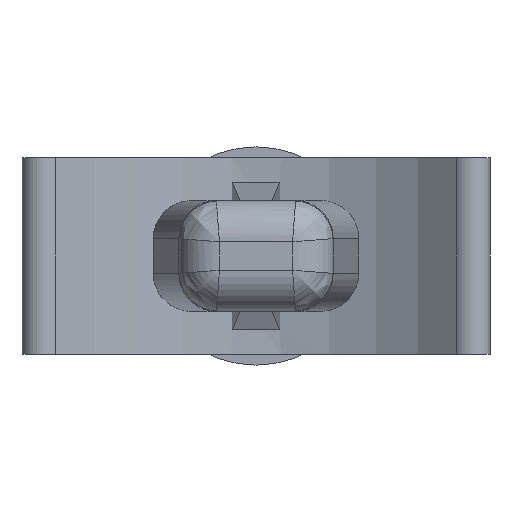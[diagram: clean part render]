
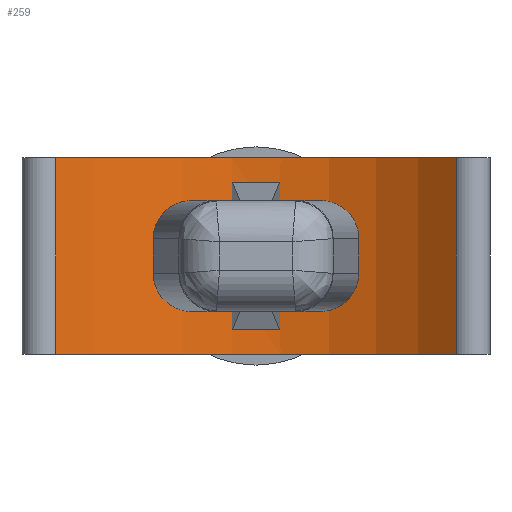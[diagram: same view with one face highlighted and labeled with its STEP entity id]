
A CAD part, front view. The second image highlights one B-rep face of the part: STEP entity #259.
In plain terms, the highlighted cylindrical face has radius 8.972 mm (diameter 17.943 mm), a partial arc.
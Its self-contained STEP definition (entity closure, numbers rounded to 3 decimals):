
#259 = ADVANCED_FACE( '', ( #569, #570 ), #571, .F. );
#569 = FACE_OUTER_BOUND( '', #1466, .T. );
#570 = FACE_BOUND( '', #1467, .T. );
#571 = CYLINDRICAL_SURFACE( '', #1468, 8.972 );
#1466 = EDGE_LOOP( '', ( #2598, #2599, #2600, #2601 ) );
#1467 = EDGE_LOOP( '', ( #2602, #2603, #2604, #2605 ) );
#1468 = AXIS2_PLACEMENT_3D( '', #2606, #2607, #2608 );
#2598 = ORIENTED_EDGE( '', *, *, #3345, .T. );
#2599 = ORIENTED_EDGE( '', *, *, #3073, .F. );
#2600 = ORIENTED_EDGE( '', *, *, #3346, .F. );
#2601 = ORIENTED_EDGE( '', *, *, #3192, .T. );
#2602 = ORIENTED_EDGE( '', *, *, #3347, .T. );
#2603 = ORIENTED_EDGE( '', *, *, #3092, .T. );
#2604 = ORIENTED_EDGE( '', *, *, #3348, .T. );
#2605 = ORIENTED_EDGE( '', *, *, #3349, .T. );
#2606 = CARTESIAN_POINT( '', ( 0., -11.372, 3.1 ) );
#2607 = DIRECTION( '', ( 0., 0., 1. ) );
#2608 = DIRECTION( '', ( -1., 0., 0. ) );
#3073 = EDGE_CURVE( '', #3468, #3463, #3470, .T. );
#3092 = EDGE_CURVE( '', #3503, #3504, #3505, .T. );
#3192 = EDGE_CURVE( '', #3672, #3670, #3673, .T. );
#3345 = EDGE_CURVE( '', #3670, #3463, #3892, .T. );
#3346 = EDGE_CURVE( '', #3672, #3468, #3893, .T. );
#3347 = EDGE_CURVE( '', #3894, #3503, #3895, .T. );
#3348 = EDGE_CURVE( '', #3504, #3896, #3897, .T. );
#3349 = EDGE_CURVE( '', #3896, #3894, #3898, .F. );
#3463 = VERTEX_POINT( '', #4026 );
#3468 = VERTEX_POINT( '', #4032 );
#3470 = LINE( '', #4034, #4035 );
#3503 = VERTEX_POINT( '', #4076 );
#3504 = VERTEX_POINT( '', #4077 );
#3505 = LINE( '', #4078, #4079 );
#3670 = VERTEX_POINT( '', #4300 );
#3672 = VERTEX_POINT( '', #4302 );
#3673 = LINE( '', #4303, #4304 );
#3892 = CIRCLE( '', #4593, 8.972 );
#3893 = CIRCLE( '', #4594, 8.972 );
#3894 = VERTEX_POINT( '', #4595 );
#3895 = CIRCLE( '', #4596, 8.972 );
#3896 = VERTEX_POINT( '', #4597 );
#3897 = CIRCLE( '', #4598, 8.972 );
#3898 = LINE( '', #4599, #4600 );
#4026 = CARTESIAN_POINT( '', ( 6.334, -5.018, -3.1 ) );
#4032 = CARTESIAN_POINT( '', ( 6.334, -5.018, 3.1 ) );
#4034 = CARTESIAN_POINT( '', ( 6.334, -5.018, 3.1 ) );
#4035 = VECTOR( '', #4771, 1000. );
#4076 = CARTESIAN_POINT( '', ( 0.75, -2.431, 2.325 ) );
#4077 = CARTESIAN_POINT( '', ( 0.75, -2.431, -2.325 ) );
#4078 = CARTESIAN_POINT( '', ( 0.75, -2.431, 3.1 ) );
#4079 = VECTOR( '', #4798, 1000. );
#4300 = CARTESIAN_POINT( '', ( -6.334, -5.018, -3.1 ) );
#4302 = CARTESIAN_POINT( '', ( -6.334, -5.018, 3.1 ) );
#4303 = CARTESIAN_POINT( '', ( -6.334, -5.018, 3.1 ) );
#4304 = VECTOR( '', #4933, 1000. );
#4593 = AXIS2_PLACEMENT_3D( '', #5142, #5143, #5144 );
#4594 = AXIS2_PLACEMENT_3D( '', #5145, #5146, #5147 );
#4595 = CARTESIAN_POINT( '', ( -0.75, -2.431, 2.325 ) );
#4596 = AXIS2_PLACEMENT_3D( '', #5148, #5149, #5150 );
#4597 = CARTESIAN_POINT( '', ( -0.75, -2.431, -2.325 ) );
#4598 = AXIS2_PLACEMENT_3D( '', #5151, #5152, #5153 );
#4599 = CARTESIAN_POINT( '', ( -0.75, -2.431, 3.1 ) );
#4600 = VECTOR( '', #5154, 1000. );
#4771 = DIRECTION( '', ( 0., 0., -1. ) );
#4798 = DIRECTION( '', ( 0., 0., -1. ) );
#4933 = DIRECTION( '', ( 0., 0., -1. ) );
#5142 = CARTESIAN_POINT( '', ( 0., -11.372, -3.1 ) );
#5143 = DIRECTION( '', ( 0., 0., -1. ) );
#5144 = DIRECTION( '', ( 1., 0., 0. ) );
#5145 = CARTESIAN_POINT( '', ( 0., -11.372, 3.1 ) );
#5146 = DIRECTION( '', ( 0., 0., -1. ) );
#5147 = DIRECTION( '', ( 1., 0., 0. ) );
#5148 = CARTESIAN_POINT( '', ( 0., -11.372, 2.325 ) );
#5149 = DIRECTION( '', ( 0., 0., -1. ) );
#5150 = DIRECTION( '', ( -1., 0., 0. ) );
#5151 = CARTESIAN_POINT( '', ( 0., -11.372, -2.325 ) );
#5152 = DIRECTION( '', ( 0., 0., 1. ) );
#5153 = DIRECTION( '', ( 1., 0., 0. ) );
#5154 = DIRECTION( '', ( 0., 0., -1. ) );
